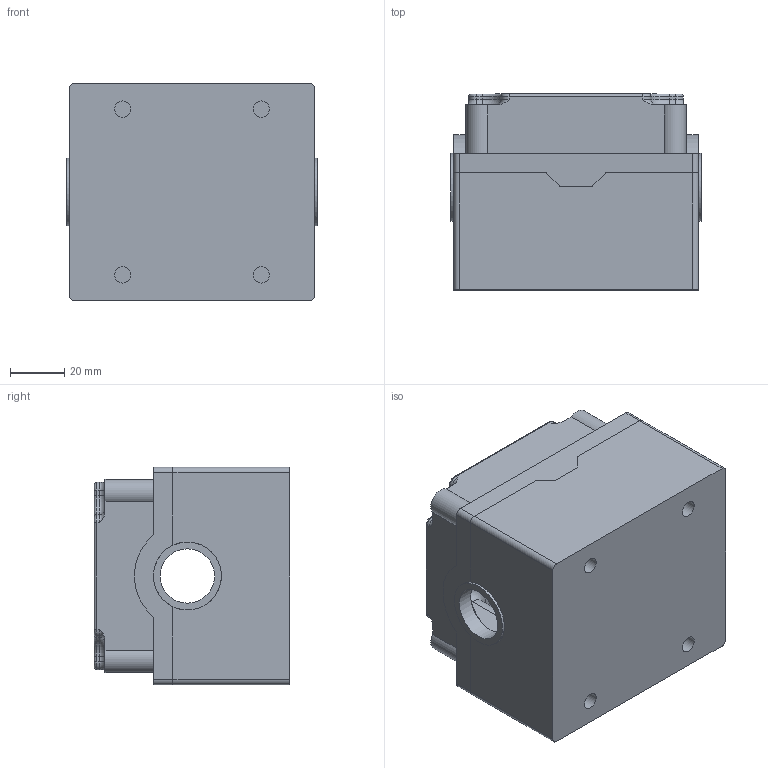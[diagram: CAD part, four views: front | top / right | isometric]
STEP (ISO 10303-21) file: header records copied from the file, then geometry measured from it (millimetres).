
FILE_DESCRIPTION(/* description */ (''),/* implementation_level */ '2;1');
FILE_NAME(/* name */ '7011A13.stp',/* time_stamp */ '2016-06-30T10:52:34-04:00',/* author */ ('CAD Station'),/* organization */ (''),/* preprocessor_version */ 'ST-DEVELOPER v16.1',/* originating_system */ 'Autodesk Inventor 2016',/* authorisation */ '');
FILE_SCHEMA (('AUTOMOTIVE_DESIGN { 1 0 10303 214 3 1 1 }'));
Length unit declared in the file: millimetre
Products named in the file (4): 7011A13_T; 7011A13_B1; Screw; 7011A13assy
Assembly tree (6 placements, depth 2):
  7011A13assy
    7011A13_T
    7011A13_B1
    Screw  x4
Bounding box: 92 x 72 x 80 mm (x, y, z)
Volume: 194887.4 mm3; surface area: 82529.9 mm2
Topology: 6 solids, 6 shells, 541 faces, 1418 edges, 909 vertices
Faces by surface type: plane 249, cylinder 227, torus 45, sphere 8, bspline 8, cone 4
Full cylindrical faces by diameter (mm): 3 x12, 6 x4, 7.5 x4, 8 x4, 20 x2, 25 x2, 30 x1
Entity records: 14528 total; most frequent: CARTESIAN_POINT 2632, DIRECTION 2597, ORIENTED_EDGE 2376, EDGE_CURVE 1188, AXIS2_PLACEMENT_3D 956, VERTEX_POINT 779, LINE 685, VECTOR 685
